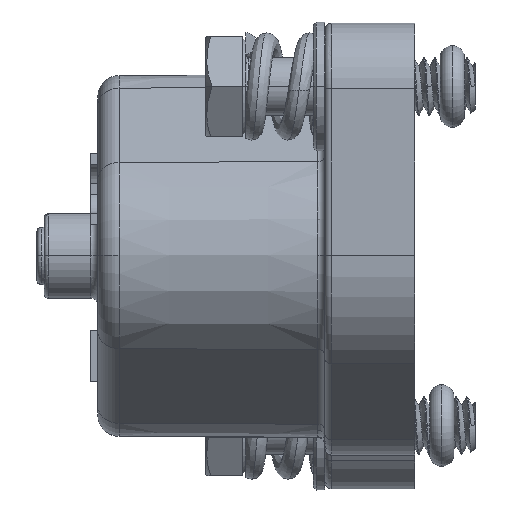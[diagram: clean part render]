
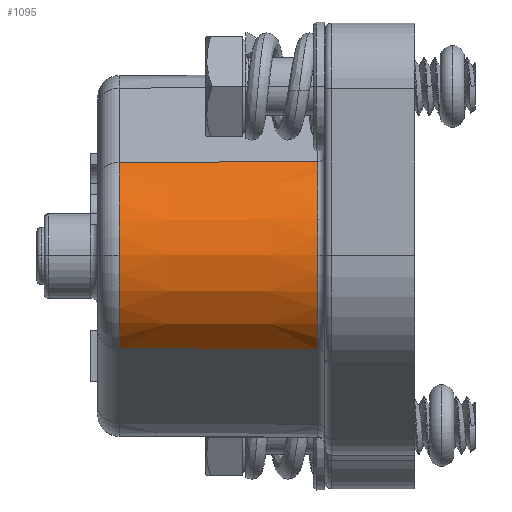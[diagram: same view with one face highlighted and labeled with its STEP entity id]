
A CAD part, top view. The second image highlights one B-rep face of the part: STEP entity #1095.
In plain terms, the highlighted conical face has half-angle 0.3 degrees and reference radius 8.014 mm.
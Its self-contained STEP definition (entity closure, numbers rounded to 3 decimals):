
#112=CONICAL_SURFACE('',#7632,8.014,0.3);
#606=CIRCLE('',#7607,8.014);
#615=CIRCLE('',#7629,7.942);
#616=CIRCLE('',#7630,7.942);
#617=CIRCLE('',#7631,8.014);
#1095=ADVANCED_FACE('NONE',(#1645),#112,.T.);
#1645=FACE_OUTER_BOUND('',#2080,.T.);
#2080=EDGE_LOOP('',(#4523,#4524,#4525,#4526,#4527,#4528));
#2528=LINE('',#16744,#2950);
#2530=LINE('',#16748,#2952);
#2950=VECTOR('',#9192,1.);
#2952=VECTOR('',#9196,1.);
#4523=ORIENTED_EDGE('',*,*,#6577,.F.);
#4524=ORIENTED_EDGE('',*,*,#6578,.F.);
#4525=ORIENTED_EDGE('',*,*,#6579,.F.);
#4526=ORIENTED_EDGE('',*,*,#6575,.T.);
#4527=ORIENTED_EDGE('',*,*,#6543,.T.);
#4528=ORIENTED_EDGE('',*,*,#6580,.T.);
#5618=VERTEX_POINT('',#16639);
#5619=VERTEX_POINT('',#16643);
#5624=VERTEX_POINT('',#16684);
#5640=VERTEX_POINT('',#16745);
#5641=VERTEX_POINT('',#16749);
#5642=VERTEX_POINT('',#16751);
#6543=EDGE_CURVE('NONE',#5618,#5619,#606,.T.);
#6575=EDGE_CURVE('NONE',#5640,#5618,#2528,.T.);
#6577=EDGE_CURVE('NONE',#5641,#5624,#2530,.T.);
#6578=EDGE_CURVE('NONE',#5642,#5641,#615,.T.);
#6579=EDGE_CURVE('NONE',#5640,#5642,#616,.T.);
#6580=EDGE_CURVE('NONE',#5619,#5624,#617,.T.);
#7607=AXIS2_PLACEMENT_3D('',#16645,#9131,#9132);
#7629=AXIS2_PLACEMENT_3D('',#16750,#9197,#9198);
#7630=AXIS2_PLACEMENT_3D('',#16752,#9199,#9200);
#7631=AXIS2_PLACEMENT_3D('',#16753,#9201,#9202);
#7632=AXIS2_PLACEMENT_3D('',#16754,#9203,#9204);
#9131=DIRECTION('',(-1.,0.,0.));
#9132=DIRECTION('',(0.,0.,-1.));
#9192=DIRECTION('',(1.,-0.004,0.003));
#9196=DIRECTION('',(1.,0.004,0.003));
#9197=DIRECTION('',(-1.,0.,0.));
#9198=DIRECTION('',(0.,0.,1.));
#9199=DIRECTION('',(-1.,0.,0.));
#9200=DIRECTION('',(0.,0.,1.));
#9201=DIRECTION('',(-1.,0.,0.));
#9202=DIRECTION('',(0.,0.,-1.));
#9203=DIRECTION('',(1.,0.,0.));
#9204=DIRECTION('',(0.,0.,-1.));
#16639=CARTESIAN_POINT('',(-20.497,18.635,18.197));
#16643=CARTESIAN_POINT('',(-20.497,25.2,21.614));
#16645=CARTESIAN_POINT('',(-20.497,25.2,13.6));
#16684=CARTESIAN_POINT('',(-20.497,31.765,18.197));
#16744=CARTESIAN_POINT('',(-20.497,18.635,18.197));
#16745=CARTESIAN_POINT('',(-34.358,18.695,18.155));
#16748=CARTESIAN_POINT('',(-20.,31.767,18.198));
#16749=CARTESIAN_POINT('',(-34.358,31.705,18.155));
#16750=CARTESIAN_POINT('',(-34.358,25.2,13.6));
#16751=CARTESIAN_POINT('',(-34.358,25.2,21.542));
#16752=CARTESIAN_POINT('',(-34.358,25.2,13.6));
#16753=CARTESIAN_POINT('',(-20.497,25.2,13.6));
#16754=CARTESIAN_POINT('',(-20.497,25.2,13.6));
